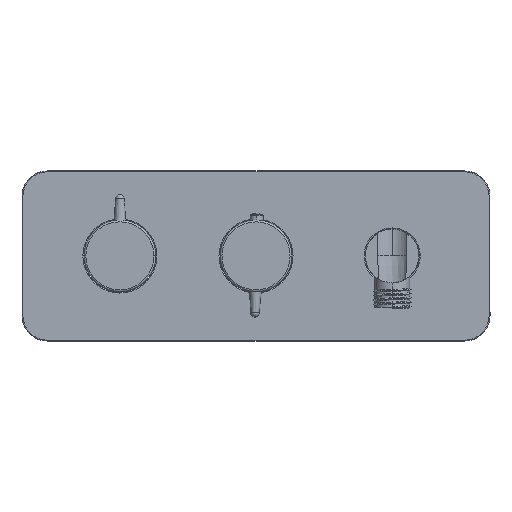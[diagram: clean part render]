
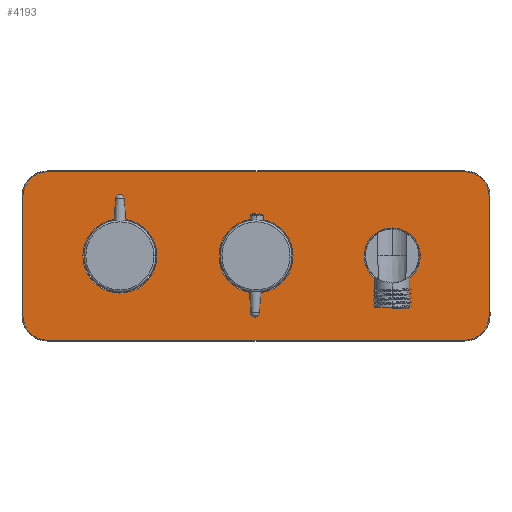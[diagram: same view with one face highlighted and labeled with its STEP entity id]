
A CAD part, top view. The second image highlights one B-rep face of the part: STEP entity #4193.
In plain terms, the highlighted face is planar.
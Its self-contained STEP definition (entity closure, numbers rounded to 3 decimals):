
#2 = DIRECTION ( 'NONE',  ( 0., 1., 0. ) ) ;
#10 = DIRECTION ( 'NONE',  ( 0., 0., -1. ) ) ;
#70 = VERTEX_POINT ( 'NONE', #4425 ) ;
#87 = DIRECTION ( 'NONE',  ( 0., 0., -1. ) ) ;
#157 = DIRECTION ( 'NONE',  ( 0., 0., -1. ) ) ;
#287 = VERTEX_POINT ( 'NONE', #2057 ) ;
#338 = EDGE_CURVE ( 'NONE', #5343, #6194, #6535, .T. ) ;
#345 = EDGE_CURVE ( 'NONE', #2764, #4373, #4303, .T. ) ;
#349 = CARTESIAN_POINT ( 'NONE',  ( -162.5, 10., -49.5 ) ) ;
#387 = ORIENTED_EDGE ( 'NONE', *, *, #1897, .T. ) ;
#543 = ORIENTED_EDGE ( 'NONE', *, *, #649, .T. ) ;
#625 = FACE_OUTER_BOUND ( 'NONE', #6621, .T. ) ;
#649 = EDGE_CURVE ( 'NONE', #3942, #6690, #2585, .T. ) ;
#790 = DIRECTION ( 'NONE',  ( 0., -1., 0. ) ) ;
#822 = ORIENTED_EDGE ( 'NONE', *, *, #6094, .T. ) ;
#968 = ORIENTED_EDGE ( 'NONE', *, *, #338, .T. ) ;
#1002 = AXIS2_PLACEMENT_3D ( 'NONE', #6302, #1458, #157 ) ;
#1061 = CIRCLE ( 'NONE', #1853, 21.75 ) ;
#1091 = PLANE ( 'NONE',  #1440 ) ;
#1156 = EDGE_CURVE ( 'NONE', #3803, #287, #6998, .T. ) ;
#1178 = CIRCLE ( 'NONE', #6032, 14.5 ) ;
#1181 = ORIENTED_EDGE ( 'NONE', *, *, #345, .T. ) ;
#1188 = FACE_BOUND ( 'NONE', #5857, .T. ) ;
#1226 = CARTESIAN_POINT ( 'NONE',  ( -162.5, 10., 35. ) ) ;
#1289 = ORIENTED_EDGE ( 'NONE', *, *, #6051, .T. ) ;
#1352 = CARTESIAN_POINT ( 'NONE',  ( 82.5, 10., -35. ) ) ;
#1440 = AXIS2_PLACEMENT_3D ( 'NONE', #1226, #3348, #4883 ) ;
#1458 = DIRECTION ( 'NONE',  ( 0., 1., 0. ) ) ;
#1470 = CARTESIAN_POINT ( 'NONE',  ( 97., 10., 35. ) ) ;
#1590 = CARTESIAN_POINT ( 'NONE',  ( 40., 10., 21.75 ) ) ;
#1677 = DIRECTION ( 'NONE',  ( -1., 0., 0. ) ) ;
#1810 = CARTESIAN_POINT ( 'NONE',  ( -162.5, 10., -49.5 ) ) ;
#1850 = ORIENTED_EDGE ( 'NONE', *, *, #5751, .T. ) ;
#1853 = AXIS2_PLACEMENT_3D ( 'NONE', #5457, #2781, #87 ) ;
#1897 = EDGE_CURVE ( 'NONE', #2375, #2236, #2558, .T. ) ;
#1903 = AXIS2_PLACEMENT_3D ( 'NONE', #2770, #4923, #10 ) ;
#1925 = CARTESIAN_POINT ( 'NONE',  ( 40., 10., 0. ) ) ;
#1960 = CARTESIAN_POINT ( 'NONE',  ( 40., 10., -21.75 ) ) ;
#1994 = DIRECTION ( 'NONE',  ( 0., -1., 0. ) ) ;
#2057 = CARTESIAN_POINT ( 'NONE',  ( -40., 10., -21.75 ) ) ;
#2078 = VECTOR ( 'NONE', #1677, 1000. ) ;
#2084 = VERTEX_POINT ( 'NONE', #3726 ) ;
#2117 = VECTOR ( 'NONE', #6785, 1000. ) ;
#2134 = DIRECTION ( 'NONE',  ( 0., 0., -1. ) ) ;
#2186 = CARTESIAN_POINT ( 'NONE',  ( -162.5, 10., 35. ) ) ;
#2190 = AXIS2_PLACEMENT_3D ( 'NONE', #1925, #4020, #5709 ) ;
#2200 = CARTESIAN_POINT ( 'NONE',  ( 97., 10., 35. ) ) ;
#2216 = AXIS2_PLACEMENT_3D ( 'NONE', #5633, #790, #2954 ) ;
#2236 = VERTEX_POINT ( 'NONE', #4468 ) ;
#2249 = CARTESIAN_POINT ( 'NONE',  ( -177., 10., 35. ) ) ;
#2251 = FACE_BOUND ( 'NONE', #2547, .T. ) ;
#2287 = ORIENTED_EDGE ( 'NONE', *, *, #5683, .T. ) ;
#2354 = VECTOR ( 'NONE', #4764, 1000. ) ;
#2375 = VERTEX_POINT ( 'NONE', #3133 ) ;
#2485 = DIRECTION ( 'NONE',  ( 0., 0., -1. ) ) ;
#2547 = EDGE_LOOP ( 'NONE', ( #1850, #6826 ) ) ;
#2558 = CIRCLE ( 'NONE', #2216, 16.5 ) ;
#2585 = CIRCLE ( 'NONE', #1002, 14.5 ) ;
#2764 = VERTEX_POINT ( 'NONE', #2200 ) ;
#2766 = CIRCLE ( 'NONE', #6595, 14.5 ) ;
#2770 = CARTESIAN_POINT ( 'NONE',  ( -40., 10., 0. ) ) ;
#2781 = DIRECTION ( 'NONE',  ( 0., -1., 0. ) ) ;
#2790 = FACE_BOUND ( 'NONE', #3366, .T. ) ;
#2875 = CIRCLE ( 'NONE', #6224, 14.5 ) ;
#2954 = DIRECTION ( 'NONE',  ( 0., 0., -1. ) ) ;
#3133 = CARTESIAN_POINT ( 'NONE',  ( -120., 10., 16.5 ) ) ;
#3286 = DIRECTION ( 'NONE',  ( 0., 0., -1. ) ) ;
#3299 = VERTEX_POINT ( 'NONE', #3733 ) ;
#3302 = ORIENTED_EDGE ( 'NONE', *, *, #5398, .T. ) ;
#3348 = DIRECTION ( 'NONE',  ( 0., -1., 0. ) ) ;
#3366 = EDGE_LOOP ( 'NONE', ( #968, #3302 ) ) ;
#3509 = DIRECTION ( 'NONE',  ( 0., 1., 0. ) ) ;
#3693 = ORIENTED_EDGE ( 'NONE', *, *, #5058, .T. ) ;
#3726 = CARTESIAN_POINT ( 'NONE',  ( -162.5, 10., 49.5 ) ) ;
#3733 = CARTESIAN_POINT ( 'NONE',  ( 82.5, 10., 49.5 ) ) ;
#3803 = VERTEX_POINT ( 'NONE', #4068 ) ;
#3884 = CARTESIAN_POINT ( 'NONE',  ( 82.5, 10., -49.5 ) ) ;
#3896 = EDGE_CURVE ( 'NONE', #2084, #3299, #5161, .T. ) ;
#3912 = LINE ( 'NONE', #1810, #2078 ) ;
#3942 = VERTEX_POINT ( 'NONE', #349 ) ;
#4020 = DIRECTION ( 'NONE',  ( 0., -1., 0. ) ) ;
#4060 = CARTESIAN_POINT ( 'NONE',  ( 97., 10., -35. ) ) ;
#4068 = CARTESIAN_POINT ( 'NONE',  ( -40., 10., 21.75 ) ) ;
#4073 = ORIENTED_EDGE ( 'NONE', *, *, #6703, .T. ) ;
#4193 = ADVANCED_FACE ( 'NONE', ( #1188, #625, #2790, #2251 ), #1091, .F. ) ;
#4249 = DIRECTION ( 'NONE',  ( 0., 0., -1. ) ) ;
#4303 = LINE ( 'NONE', #1470, #2354 ) ;
#4312 = CARTESIAN_POINT ( 'NONE',  ( -177., 10., -35. ) ) ;
#4319 = DIRECTION ( 'NONE',  ( 0., 1., 0. ) ) ;
#4373 = VERTEX_POINT ( 'NONE', #4060 ) ;
#4425 = CARTESIAN_POINT ( 'NONE',  ( -177., 10., 35. ) ) ;
#4468 = CARTESIAN_POINT ( 'NONE',  ( -120., 10., -16.5 ) ) ;
#4524 = DIRECTION ( 'NONE',  ( 0., 0., 1. ) ) ;
#4560 = LINE ( 'NONE', #2249, #6215 ) ;
#4764 = DIRECTION ( 'NONE',  ( 0., 0., -1. ) ) ;
#4813 = AXIS2_PLACEMENT_3D ( 'NONE', #5936, #6501, #3286 ) ;
#4851 = AXIS2_PLACEMENT_3D ( 'NONE', #5354, #1994, #2134 ) ;
#4853 = CARTESIAN_POINT ( 'NONE',  ( 82.5, 10., 35. ) ) ;
#4883 = DIRECTION ( 'NONE',  ( 0., 0., -1. ) ) ;
#4923 = DIRECTION ( 'NONE',  ( 0., -1., 0. ) ) ;
#5058 = EDGE_CURVE ( 'NONE', #2236, #2375, #5368, .T. ) ;
#5161 = LINE ( 'NONE', #5197, #2117 ) ;
#5197 = CARTESIAN_POINT ( 'NONE',  ( -162.5, 10., 49.5 ) ) ;
#5204 = VERTEX_POINT ( 'NONE', #3884 ) ;
#5289 = ORIENTED_EDGE ( 'NONE', *, *, #3896, .T. ) ;
#5343 = VERTEX_POINT ( 'NONE', #1960 ) ;
#5354 = CARTESIAN_POINT ( 'NONE',  ( 40., 10., 0. ) ) ;
#5368 = CIRCLE ( 'NONE', #4813, 16.5 ) ;
#5398 = EDGE_CURVE ( 'NONE', #6194, #5343, #6714, .T. ) ;
#5457 = CARTESIAN_POINT ( 'NONE',  ( -40., 10., 0. ) ) ;
#5552 = ORIENTED_EDGE ( 'NONE', *, *, #5821, .T. ) ;
#5633 = CARTESIAN_POINT ( 'NONE',  ( -120., 10., 0. ) ) ;
#5683 = EDGE_CURVE ( 'NONE', #5204, #3942, #3912, .T. ) ;
#5709 = DIRECTION ( 'NONE',  ( 0., 0., -1. ) ) ;
#5751 = EDGE_CURVE ( 'NONE', #287, #3803, #1061, .T. ) ;
#5821 = EDGE_CURVE ( 'NONE', #4373, #5204, #2766, .T. ) ;
#5857 = EDGE_LOOP ( 'NONE', ( #3693, #387 ) ) ;
#5936 = CARTESIAN_POINT ( 'NONE',  ( -120., 10., 0. ) ) ;
#6011 = DIRECTION ( 'NONE',  ( 0., 0., -1. ) ) ;
#6032 = AXIS2_PLACEMENT_3D ( 'NONE', #4853, #2, #4249 ) ;
#6051 = EDGE_CURVE ( 'NONE', #3299, #2764, #1178, .T. ) ;
#6094 = EDGE_CURVE ( 'NONE', #70, #2084, #2875, .T. ) ;
#6194 = VERTEX_POINT ( 'NONE', #1590 ) ;
#6215 = VECTOR ( 'NONE', #4524, 1000. ) ;
#6224 = AXIS2_PLACEMENT_3D ( 'NONE', #2186, #4319, #6011 ) ;
#6302 = CARTESIAN_POINT ( 'NONE',  ( -162.5, 10., -35. ) ) ;
#6501 = DIRECTION ( 'NONE',  ( 0., -1., 0. ) ) ;
#6535 = CIRCLE ( 'NONE', #4851, 21.75 ) ;
#6595 = AXIS2_PLACEMENT_3D ( 'NONE', #1352, #3509, #2485 ) ;
#6621 = EDGE_LOOP ( 'NONE', ( #543, #4073, #822, #5289, #1289, #1181, #5552, #2287 ) ) ;
#6690 = VERTEX_POINT ( 'NONE', #4312 ) ;
#6703 = EDGE_CURVE ( 'NONE', #6690, #70, #4560, .T. ) ;
#6714 = CIRCLE ( 'NONE', #2190, 21.75 ) ;
#6785 = DIRECTION ( 'NONE',  ( 1., 0., 0. ) ) ;
#6826 = ORIENTED_EDGE ( 'NONE', *, *, #1156, .T. ) ;
#6998 = CIRCLE ( 'NONE', #1903, 21.75 ) ;
